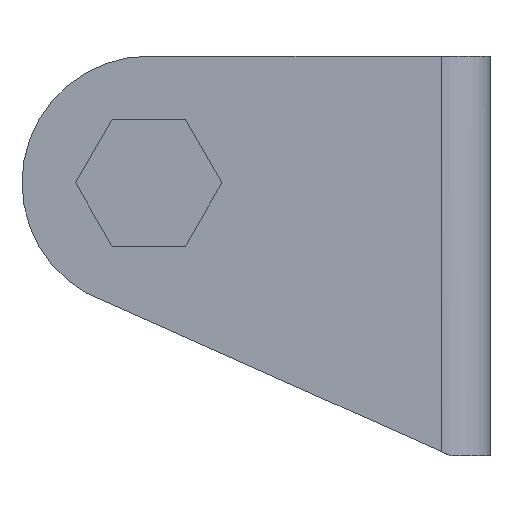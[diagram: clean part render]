
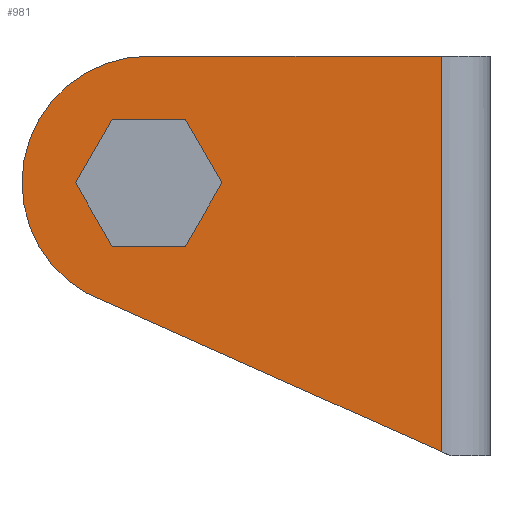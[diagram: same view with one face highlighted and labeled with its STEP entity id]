
A CAD part, left-side view. The second image highlights one B-rep face of the part: STEP entity #981.
In plain terms, the highlighted planar face has unit normal (-1, 0, 0).
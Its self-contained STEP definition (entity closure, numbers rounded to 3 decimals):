
#4 = CIRCLE ( 'NONE', #1243, 13. ) ;
#9 = EDGE_CURVE ( 'NONE', #1524, #793, #707, .T. ) ;
#80 = VERTEX_POINT ( 'NONE', #1795 ) ;
#105 = VECTOR ( 'NONE', #1153, 1000. ) ;
#154 = LINE ( 'NONE', #550, #105 ) ;
#211 = CARTESIAN_POINT ( 'NONE',  ( -23.4, 5., -27.554 ) ) ;
#233 = CARTESIAN_POINT ( 'NONE',  ( -23.4, 41.5, -11.258 ) ) ;
#241 = CARTESIAN_POINT ( 'NONE',  ( -23.4, 5., 13. ) ) ;
#289 = DIRECTION ( 'NONE',  ( 0., 0., -1. ) ) ;
#296 = CARTESIAN_POINT ( 'NONE',  ( -23.4, 35., 0. ) ) ;
#326 = VERTEX_POINT ( 'NONE', #1873 ) ;
#336 = DIRECTION ( 'NONE',  ( -1., 0., 0. ) ) ;
#369 = DIRECTION ( 'NONE',  ( 1., 0., 0. ) ) ;
#415 = LINE ( 'NONE', #480, #444 ) ;
#431 = ORIENTED_EDGE ( 'NONE', *, *, #1653, .T. ) ;
#444 = VECTOR ( 'NONE', #708, 1000. ) ;
#480 = CARTESIAN_POINT ( 'NONE',  ( -23.4, 35., 13. ) ) ;
#498 = FACE_BOUND ( 'NONE', #1930, .T. ) ;
#513 = PLANE ( 'NONE',  #1809 ) ;
#529 = FACE_OUTER_BOUND ( 'NONE', #1323, .T. ) ;
#534 = DIRECTION ( 'NONE',  ( 0., 0., -1. ) ) ;
#545 = AXIS2_PLACEMENT_3D ( 'NONE', #878, #369, #534 ) ;
#550 = CARTESIAN_POINT ( 'NONE',  ( -23.4, 5., -30. ) ) ;
#643 = VECTOR ( 'NONE', #1455, 1000. ) ;
#707 = LINE ( 'NONE', #1687, #643 ) ;
#708 = DIRECTION ( 'NONE',  ( 0., 1., 0. ) ) ;
#793 = VERTEX_POINT ( 'NONE', #211 ) ;
#832 = ORIENTED_EDGE ( 'NONE', *, *, #1558, .T. ) ;
#878 = CARTESIAN_POINT ( 'NONE',  ( -23.4, 35., 0. ) ) ;
#981 = ADVANCED_FACE ( 'NONE', ( #498, #529 ), #513, .F. ) ;
#1013 = AXIS2_PLACEMENT_3D ( 'NONE', #1534, #1593, #1579 ) ;
#1153 = DIRECTION ( 'NONE',  ( 0., 0., 1. ) ) ;
#1166 = CIRCLE ( 'NONE', #1013, 5. ) ;
#1195 = EDGE_CURVE ( 'NONE', #793, #1628, #154, .T. ) ;
#1243 = AXIS2_PLACEMENT_3D ( 'NONE', #296, #336, #289 ) ;
#1323 = EDGE_LOOP ( 'NONE', ( #2132, #832, #431, #1883 ) ) ;
#1428 = DIRECTION ( 'NONE',  ( 0., 1., 0. ) ) ;
#1443 = ORIENTED_EDGE ( 'NONE', *, *, #2113, .T. ) ;
#1455 = DIRECTION ( 'NONE',  ( 0., -0.913, -0.408 ) ) ;
#1480 = CARTESIAN_POINT ( 'NONE',  ( -23.4, 35., 13. ) ) ;
#1524 = VERTEX_POINT ( 'NONE', #233 ) ;
#1534 = CARTESIAN_POINT ( 'NONE',  ( -23.4, 35., 0. ) ) ;
#1558 = EDGE_CURVE ( 'NONE', #1628, #1982, #415, .T. ) ;
#1579 = DIRECTION ( 'NONE',  ( 0., 0., -1. ) ) ;
#1593 = DIRECTION ( 'NONE',  ( 1., 0., 0. ) ) ;
#1628 = VERTEX_POINT ( 'NONE', #241 ) ;
#1653 = EDGE_CURVE ( 'NONE', #1982, #1524, #4, .T. ) ;
#1687 = CARTESIAN_POINT ( 'NONE',  ( -23.4, 41.5, -11.258 ) ) ;
#1704 = DIRECTION ( 'NONE',  ( 1., 0., 0. ) ) ;
#1795 = CARTESIAN_POINT ( 'NONE',  ( -23.4, 35., -5. ) ) ;
#1809 = AXIS2_PLACEMENT_3D ( 'NONE', #1928, #1704, #1428 ) ;
#1858 = ORIENTED_EDGE ( 'NONE', *, *, #1891, .T. ) ;
#1870 = CIRCLE ( 'NONE', #545, 5. ) ;
#1873 = CARTESIAN_POINT ( 'NONE',  ( -23.4, 35., 5. ) ) ;
#1883 = ORIENTED_EDGE ( 'NONE', *, *, #9, .T. ) ;
#1891 = EDGE_CURVE ( 'NONE', #80, #326, #1166, .T. ) ;
#1928 = CARTESIAN_POINT ( 'NONE',  ( -23.4, 50., -30. ) ) ;
#1930 = EDGE_LOOP ( 'NONE', ( #1858, #1443 ) ) ;
#1982 = VERTEX_POINT ( 'NONE', #1480 ) ;
#2113 = EDGE_CURVE ( 'NONE', #326, #80, #1870, .T. ) ;
#2132 = ORIENTED_EDGE ( 'NONE', *, *, #1195, .T. ) ;
